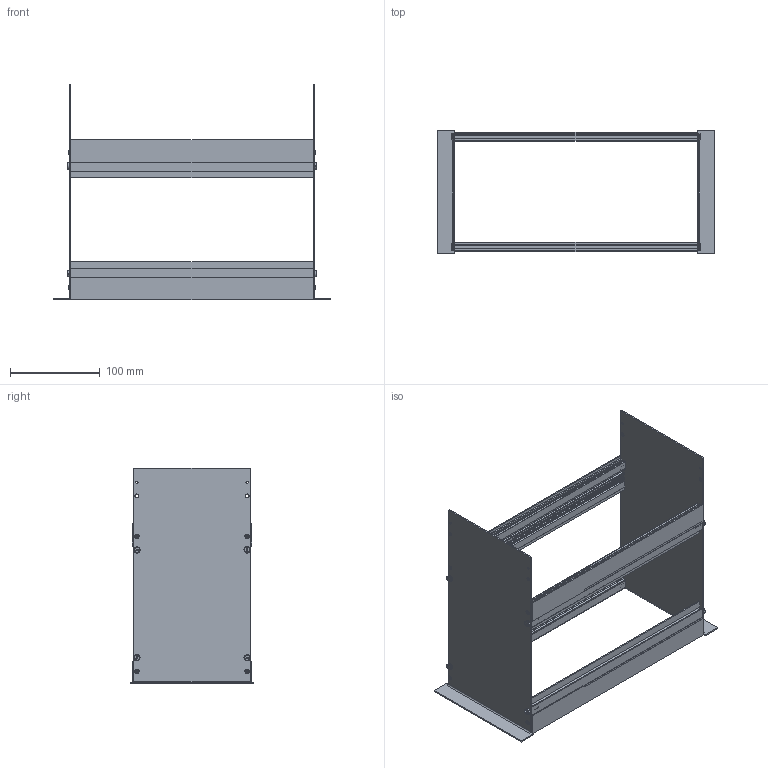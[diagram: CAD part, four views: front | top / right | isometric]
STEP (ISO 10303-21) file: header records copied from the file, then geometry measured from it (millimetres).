
FILE_DESCRIPTION (( 'STEP AP214' ), '1' );
FILE_NAME ('07700083.STEP', '2008-05-28T05:49:39', ( 'baramundi Management Suite Install User' ), ( 'ROSE Systemtechnik GmbH' ), 'SwSTEP 2.0', 'SolidWorks 2008', '' );
FILE_SCHEMA (( 'AUTOMOTIVE_DESIGN' ));
Length unit declared in the file: millimetre
Products named in the file (6): 11045_Standard; 95624_Standard; 93205_Standard; 93040_Standard; 94049_Standard; 07700083
Assembly tree (24 placements, depth 2):
  07700083
    95624_Standard  x2
    11045_Standard  x4
    93040_Standard  x8
    93205_Standard  x8
    94049_Standard  x2
Bounding box: 308.64 x 137 x 240 mm (x, y, z)
Volume: 267623.9 mm3; surface area: 337598.2 mm2
Topology: 24 solids, 24 shells, 884 faces, 2436 edges, 1616 vertices
Faces by surface type: plane 504, cylinder 348, torus 16, cone 16
Entity records: 10646 total; most frequent: DIRECTION 1633, CARTESIAN_POINT 1565, ORIENTED_EDGE 1506, EDGE_CURVE 753, AXIS2_PLACEMENT_3D 592, VERTEX_POINT 500, VECTOR 449, LINE 449
